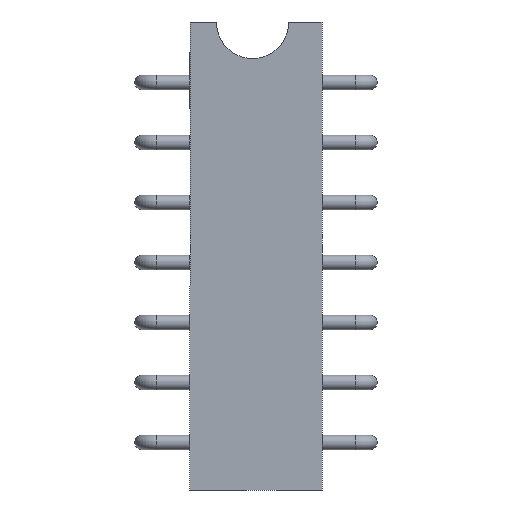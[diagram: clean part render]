
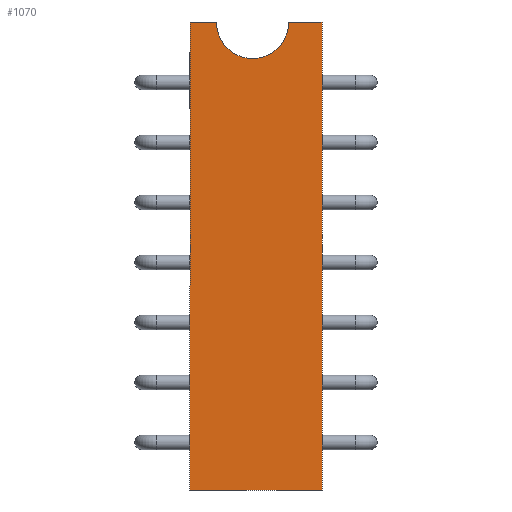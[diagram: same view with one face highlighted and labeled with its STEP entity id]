
A CAD part, front view. The second image highlights one B-rep face of the part: STEP entity #1070.
In plain terms, the highlighted planar face has unit normal (0, -1, 0).
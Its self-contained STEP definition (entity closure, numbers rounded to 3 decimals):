
#119=PLANE('',#1254);
#183=FACE_OUTER_BOUND('',#261,.T.);
#261=EDGE_LOOP('',(#972,#973,#974,#975,#976,#977));
#262=CIRCLE('',#1092,1.5);
#369=LINE('',#1651,#413);
#372=LINE('',#1656,#416);
#401=LINE('',#1926,#445);
#404=LINE('',#1930,#448);
#405=LINE('',#1932,#449);
#413=VECTOR('',#1274,10.);
#416=VECTOR('',#1279,10.);
#445=VECTOR('',#1618,10.);
#448=VECTOR('',#1623,10.);
#449=VECTOR('',#1626,10.);
#450=VERTEX_POINT('',#1631);
#452=VERTEX_POINT('',#1634);
#458=VERTEX_POINT('',#1650);
#459=VERTEX_POINT('',#1654);
#544=VERTEX_POINT('',#1924);
#545=VERTEX_POINT('',#1925);
#547=EDGE_CURVE('',#452,#450,#262,.T.);
#555=EDGE_CURVE('',#458,#452,#369,.T.);
#558=EDGE_CURVE('',#450,#459,#372,.T.);
#685=EDGE_CURVE('',#544,#545,#401,.T.);
#688=EDGE_CURVE('',#545,#458,#404,.T.);
#689=EDGE_CURVE('',#459,#544,#405,.T.);
#972=ORIENTED_EDGE('',*,*,#547,.T.);
#973=ORIENTED_EDGE('',*,*,#558,.T.);
#974=ORIENTED_EDGE('',*,*,#689,.T.);
#975=ORIENTED_EDGE('',*,*,#685,.T.);
#976=ORIENTED_EDGE('',*,*,#688,.T.);
#977=ORIENTED_EDGE('',*,*,#555,.T.);
#1070=ADVANCED_FACE('',(#183),#119,.T.);
#1092=AXIS2_PLACEMENT_3D('',#1635,#1260,#1261);
#1254=AXIS2_PLACEMENT_3D('',#1933,#1627,#1628);
#1260=DIRECTION('center_axis',(0.,1.,0.));
#1261=DIRECTION('ref_axis',(1.,0.,0.));
#1274=DIRECTION('',(-1.,0.,0.));
#1279=DIRECTION('',(-1.,0.,0.));
#1618=DIRECTION('',(1.,0.,0.));
#1623=DIRECTION('',(0.,0.,1.));
#1626=DIRECTION('',(0.,0.,-1.));
#1627=DIRECTION('center_axis',(0.,-1.,0.));
#1628=DIRECTION('ref_axis',(0.,0.,-1.));
#1631=CARTESIAN_POINT('',(-1.476,0.,19.016));
#1634=CARTESIAN_POINT('',(1.523,0.,19.016));
#1635=CARTESIAN_POINT('Origin',(0.023,0.,18.988));
#1650=CARTESIAN_POINT('',(2.914,0.,19.016));
#1651=CARTESIAN_POINT('',(2.914,0.,19.016));
#1654=CARTESIAN_POINT('',(-2.586,0.,19.016));
#1656=CARTESIAN_POINT('',(2.914,0.,19.016));
#1924=CARTESIAN_POINT('',(-2.586,0.,-0.484));
#1925=CARTESIAN_POINT('',(2.914,0.,-0.484));
#1926=CARTESIAN_POINT('',(-2.586,0.,-0.484));
#1930=CARTESIAN_POINT('',(2.914,0.,-0.484));
#1932=CARTESIAN_POINT('',(-2.586,0.,19.016));
#1933=CARTESIAN_POINT('Origin',(0.164,0.,9.266));
